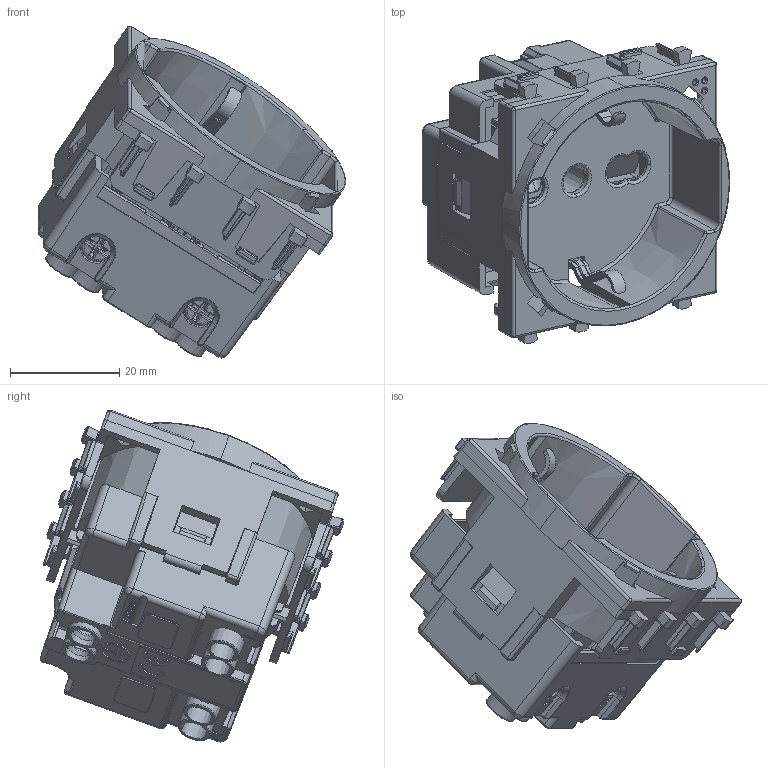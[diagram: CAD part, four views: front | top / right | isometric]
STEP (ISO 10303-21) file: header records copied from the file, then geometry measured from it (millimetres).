
FILE_DESCRIPTION(('CATIA V5 STEP Exchange'),'2;1');
FILE_NAME('444090-15TSB.stp','2025-05-22T11:38:27+00:00',('none'),('none'),'CATIA Version 5-6 Release 2016 SP6','CATIA V5 STEP AP203','none');
FILE_SCHEMA(('CONFIG_CONTROL_DESIGN'));
Length unit declared in the file: millimetre
Products named in the file (1): 444090-15TSB
Assembly tree (15 placements, depth 2):
  444090-15TSB
    #57
    #10711
    #11583  x3
    #13496  x3
    #14362
    #56549
    #91057
    #121191  x2
    #133527
    #168143
Bounding box: 56.19 x 55.46 x 60.67 mm (x, y, z)
Volume: 21313.5 mm3; surface area: 36528.8 mm2
Topology: 14 solids, 14 shells, 5067 faces, 13160 edges, 7877 vertices
Faces by surface type: plane 2181, cylinder 1653, bspline 421, sphere 290, cone 274, torus 232, revolution 16
Entity records: 168151 total; most frequent: CARTESIAN_POINT 71714, ORIENTED_EDGE 22820, DIRECTION 14613, EDGE_CURVE 11410, VERTEX_POINT 6964, VECTOR 5631, LINE 5631, AXIS2_PLACEMENT_3D 5595
